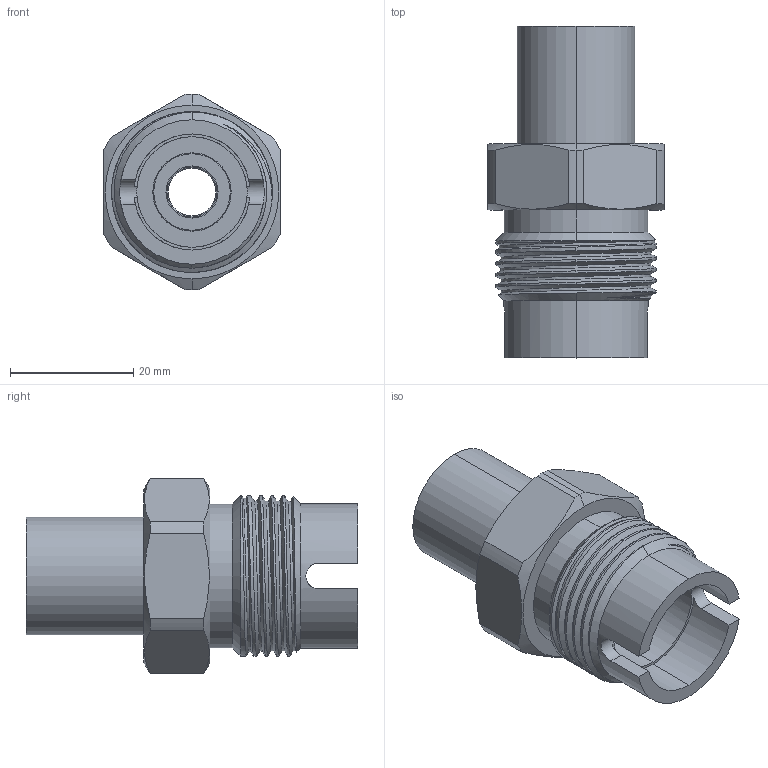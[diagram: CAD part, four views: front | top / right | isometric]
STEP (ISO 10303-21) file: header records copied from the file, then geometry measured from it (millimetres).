
FILE_DESCRIPTION (( 'STEP AP203' ), '1' );
FILE_NAME ('AD-640MSS-12TS.STEP', '2025-08-06T18:00:06', ( '' ), ( '' ), 'SwSTEP 2.0', 'SolidWorks 2018', '' );
FILE_SCHEMA (( 'CONFIG_CONTROL_DESIGN' ));
Length unit declared in the file: inch
Products named in the file (1): AD-640MSS-12TS
Bounding box: 28.57 x 53.85 x 31.75 mm (x, y, z)
Volume: 16610.9 mm3; surface area: 7690.2 mm2
Topology: 1 solids, 1 shells, 165 faces, 426 edges, 278 vertices
Faces by surface type: plane 65, bspline 44, cylinder 39, cone 13, torus 4
Entity records: 12721 total; most frequent: CARTESIAN_POINT 8936, ORIENTED_EDGE 852, DIRECTION 612, EDGE_CURVE 426, VERTEX_POINT 278, VECTOR 216, LINE 216, AXIS2_PLACEMENT_3D 198
